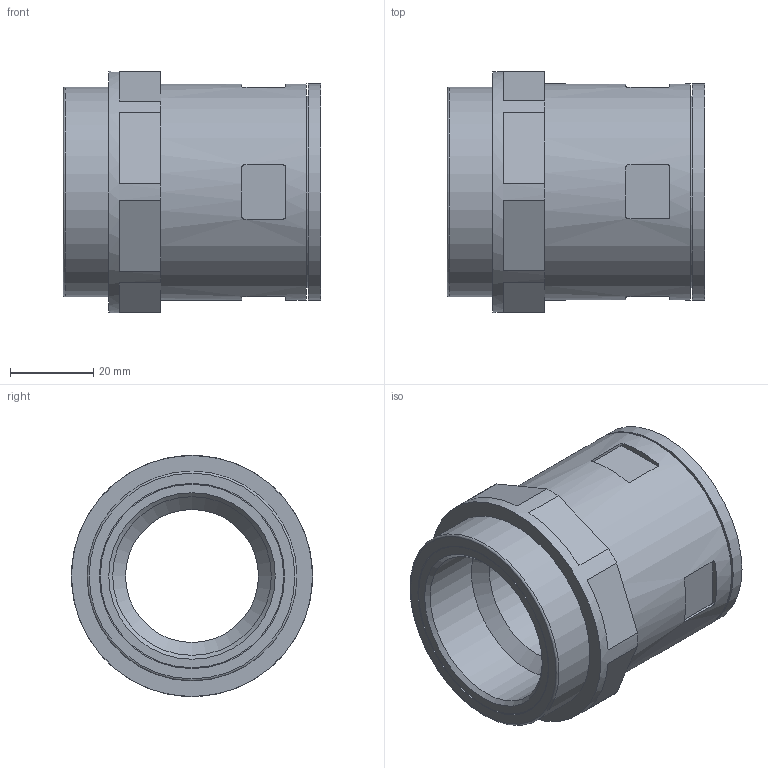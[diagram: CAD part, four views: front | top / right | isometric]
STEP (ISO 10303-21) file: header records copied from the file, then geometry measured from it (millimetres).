
FILE_DESCRIPTION( ( 'STEP AP203' ), '1' );
FILE_NAME( 'FLEXA RQGK2-M 5108.042.240.stp', '2020-03-25T08:58:49', ( 'License CC BY-ND 4.0' ), ( 'CADENAS' ), ' ', 'PARTsolutions', ' ' );
FILE_SCHEMA( ( 'CONFIG_CONTROL_DESIGN' ) );
Length unit declared in the file: millimetre
Products named in the file (1): _FLEXA RQGK2-M 5108.042.240
Bounding box: 62 x 58 x 58 mm (x, y, z)
Volume: 57353.3 mm3; surface area: 22586.9 mm2
Topology: 1 solids, 1 shells, 74 faces, 184 edges, 122 vertices
Faces by surface type: plane 45, cylinder 26, cone 2, torus 1
Full cylindrical faces by diameter (mm): 32 x1, 38.16 x1, 42.5 x1, 44.13 x1, 44.53 x1, 46 x1, 50.48 x1, 52 x2, 58 x1
Entity records: 2194 total; most frequent: CARTESIAN_POINT 437, DIRECTION 360, ORIENTED_EDGE 330, EDGE_CURVE 165, AXIS2_PLACEMENT_3D 136, VERTEX_POINT 117, EDGE_LOOP 100, LINE 88
